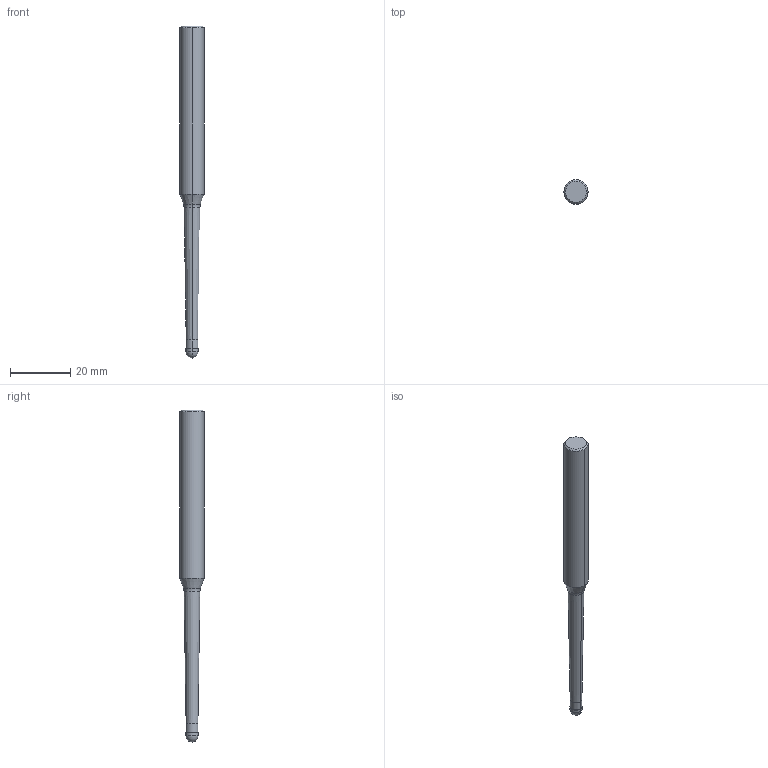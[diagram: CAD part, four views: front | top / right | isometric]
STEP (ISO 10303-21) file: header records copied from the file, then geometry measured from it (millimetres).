
FILE_DESCRIPTION(/* description */ (''),/* implementation_level */ '2;1');
FILE_NAME(/* name */ 'VF3XBR0200T0054L050.stp',/* time_stamp */ '2023-03-17T09:18:15+09:00',/* author */ (''),/* organization */ (''),/* preprocessor_version */ 'ST-DEVELOPER v16',/* originating_system */ 'SIEMENS PLM Software NX 10.0',/* authorisation */ '');
FILE_SCHEMA (('AUTOMOTIVE_DESIGN { 1 0 10303 214 3 1 1 1 }'));
Length unit declared in the file: millimetre
Products named in the file (1): VF3XBR0200T0054L050_ASM
Bounding box: 8 x 8 x 110 mm (x, y, z)
Volume: 3742.1 mm3; surface area: 2270 mm2
Topology: 2 solids, 2 shells, 21 faces, 44 edges, 30 vertices
Faces by surface type: cone 8, cylinder 6, plane 3, sphere 2, torus 2
Entity records: 673 total; most frequent: DIRECTION 131, CARTESIAN_POINT 96, ORIENTED_EDGE 76, AXIS2_PLACEMENT_3D 57, EDGE_CURVE 38, CIRCLE 25, ADVANCED_FACE 21, FACE_OUTER_BOUND 21
